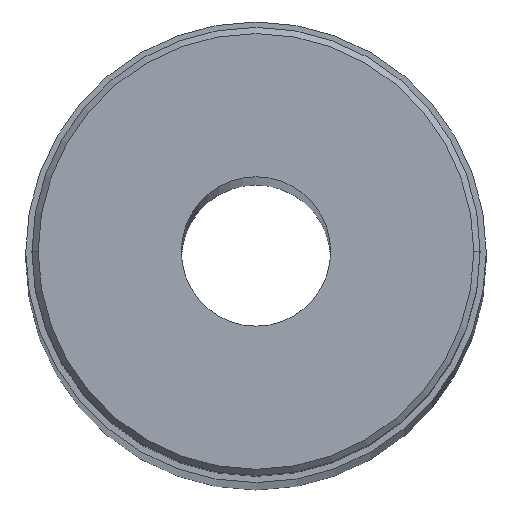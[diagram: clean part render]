
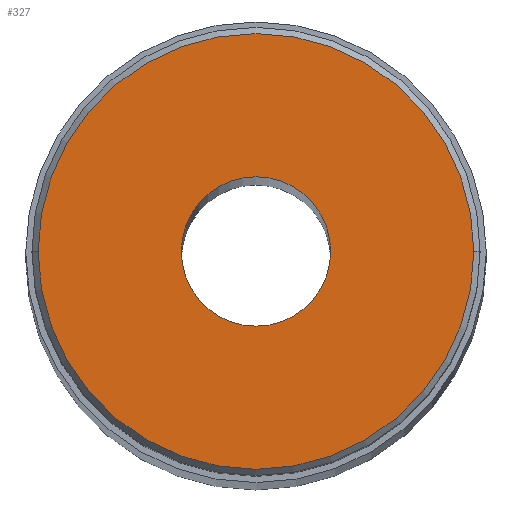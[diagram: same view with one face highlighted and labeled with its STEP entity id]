
A CAD part, top view. The second image highlights one B-rep face of the part: STEP entity #327.
In plain terms, the highlighted planar face has unit normal (0, 0, 1).
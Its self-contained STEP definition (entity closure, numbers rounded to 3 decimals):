
#5 = AXIS2_PLACEMENT_3D ( 'NONE', #422, #414, #246 ) ;
#10 = DIRECTION ( 'NONE',  ( 1., 0., 0. ) ) ;
#32 = DIRECTION ( 'NONE',  ( 1., 0., 0. ) ) ;
#35 = PLANE ( 'NONE',  #5 ) ;
#48 = CARTESIAN_POINT ( 'NONE',  ( 6., 0., 380.2 ) ) ;
#58 = EDGE_LOOP ( 'NONE', ( #361, #269 ) ) ;
#65 = CIRCLE ( 'NONE', #430, 17.5 ) ;
#68 = DIRECTION ( 'NONE',  ( 1., 0., 0. ) ) ;
#77 = CIRCLE ( 'NONE', #438, 6. ) ;
#94 = CARTESIAN_POINT ( 'NONE',  ( 0., 0., 380.2 ) ) ;
#102 = CARTESIAN_POINT ( 'NONE',  ( 17.5, 0., 380.2 ) ) ;
#113 = EDGE_CURVE ( 'NONE', #241, #291, #77, .T. ) ;
#114 = CARTESIAN_POINT ( 'NONE',  ( 0., 0., 380.2 ) ) ;
#137 = CIRCLE ( 'NONE', #317, 6. ) ;
#140 = EDGE_CURVE ( 'NONE', #291, #241, #137, .T. ) ;
#145 = DIRECTION ( 'NONE',  ( 1., 0., 0. ) ) ;
#162 = AXIS2_PLACEMENT_3D ( 'NONE', #114, #352, #10 ) ;
#182 = VERTEX_POINT ( 'NONE', #102 ) ;
#192 = VERTEX_POINT ( 'NONE', #388 ) ;
#197 = EDGE_LOOP ( 'NONE', ( #443, #296 ) ) ;
#213 = EDGE_CURVE ( 'NONE', #182, #192, #313, .T. ) ;
#240 = CARTESIAN_POINT ( 'NONE',  ( -6., 0., 380.2 ) ) ;
#241 = VERTEX_POINT ( 'NONE', #48 ) ;
#246 = DIRECTION ( 'NONE',  ( 1., 0., 0. ) ) ;
#247 = CARTESIAN_POINT ( 'NONE',  ( 0., 0., 380.2 ) ) ;
#256 = EDGE_CURVE ( 'NONE', #192, #182, #65, .T. ) ;
#269 = ORIENTED_EDGE ( 'NONE', *, *, #113, .F. ) ;
#274 = DIRECTION ( 'NONE',  ( 0., 0., 1. ) ) ;
#291 = VERTEX_POINT ( 'NONE', #240 ) ;
#296 = ORIENTED_EDGE ( 'NONE', *, *, #213, .T. ) ;
#306 = DIRECTION ( 'NONE',  ( 0., 0., 1. ) ) ;
#308 = DIRECTION ( 'NONE',  ( 0., 0., 1. ) ) ;
#313 = CIRCLE ( 'NONE', #162, 17.5 ) ;
#317 = AXIS2_PLACEMENT_3D ( 'NONE', #94, #274, #68 ) ;
#327 = ADVANCED_FACE ( 'NONE', ( #341, #428 ), #35, .T. ) ;
#338 = CARTESIAN_POINT ( 'NONE',  ( 0., 0., 380.2 ) ) ;
#341 = FACE_OUTER_BOUND ( 'NONE', #197, .T. ) ;
#352 = DIRECTION ( 'NONE',  ( 0., 0., 1. ) ) ;
#361 = ORIENTED_EDGE ( 'NONE', *, *, #140, .F. ) ;
#388 = CARTESIAN_POINT ( 'NONE',  ( -17.5, 0., 380.2 ) ) ;
#414 = DIRECTION ( 'NONE',  ( 0., 0., 1. ) ) ;
#422 = CARTESIAN_POINT ( 'NONE',  ( 0., 0., 380.2 ) ) ;
#428 = FACE_BOUND ( 'NONE', #58, .T. ) ;
#430 = AXIS2_PLACEMENT_3D ( 'NONE', #247, #308, #145 ) ;
#438 = AXIS2_PLACEMENT_3D ( 'NONE', #338, #306, #32 ) ;
#443 = ORIENTED_EDGE ( 'NONE', *, *, #256, .T. ) ;
